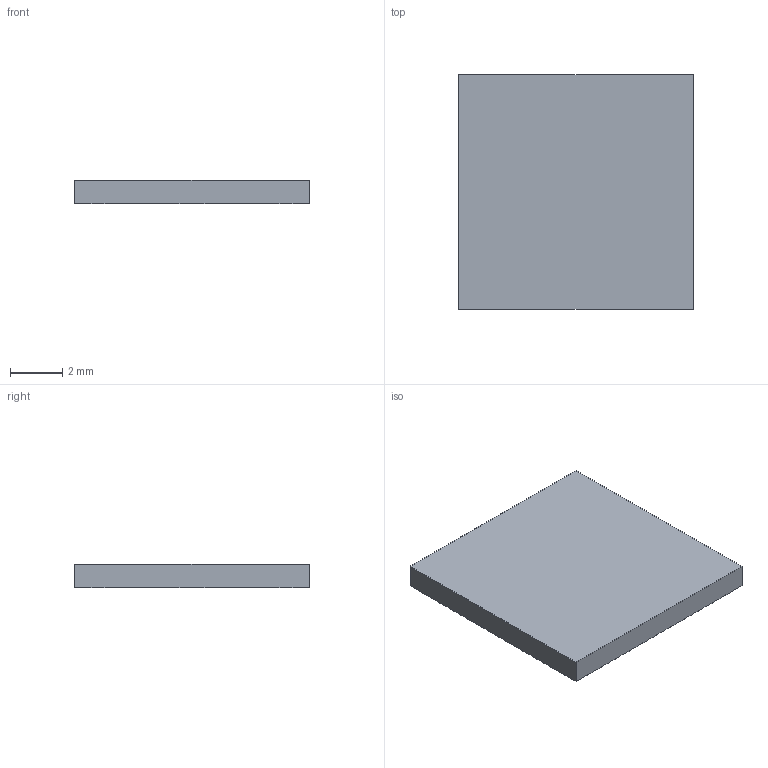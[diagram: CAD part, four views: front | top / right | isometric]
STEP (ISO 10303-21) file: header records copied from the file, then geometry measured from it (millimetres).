
FILE_DESCRIPTION((''),'2;1');
FILE_NAME('QFN64FTDI','2010-10-31T',('Wiebke'),(''),'PRO/ENGINEER BY PARAMETRIC TECHNOLOGY CORPORATION, 2008400','PRO/ENGINEER BY PARAMETRIC TECHNOLOGY CORPORATION, 2008400','');
FILE_SCHEMA(('AUTOMOTIVE_DESIGN_CC2 { 1 2 10303 214 -1 1 5 2 }'));
Length unit declared in the file: millimetre
Products named in the file (1): QFN64FTDI
Bounding box: 9 x 9 x 0.92 mm (x, y, z)
Volume: 73.7 mm3; surface area: 200.2 mm2
Topology: 1 solids, 1 shells, 670 faces, 1807 edges, 1206 vertices
Faces by surface type: plane 668, cylinder 2
Entity records: 20687 total; most frequent: CARTESIAN_POINT 3683, ORIENTED_EDGE 3612, DIRECTION 3155, EDGE_CURVE 1806, VECTOR 1803, LINE 1803, VERTEX_POINT 1204, EDGE_LOOP 736
